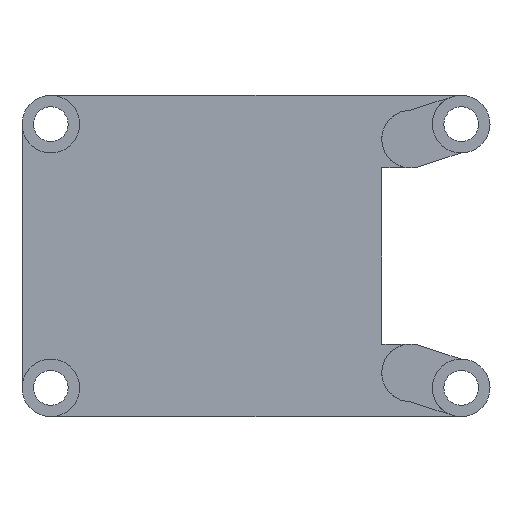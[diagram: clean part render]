
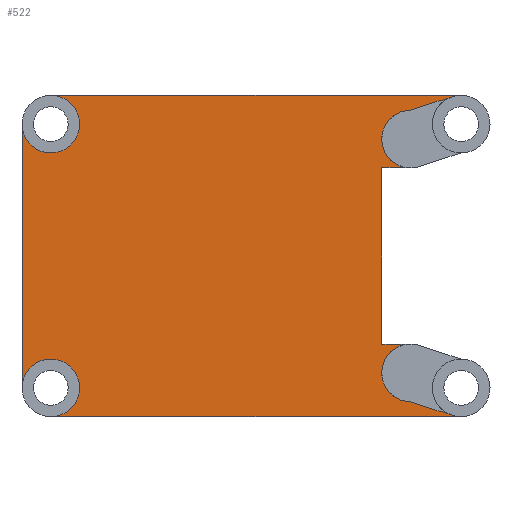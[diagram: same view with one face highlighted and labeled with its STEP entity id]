
A CAD part, front view. The second image highlights one B-rep face of the part: STEP entity #522.
In plain terms, the highlighted planar face has unit normal (0, -1, 0).
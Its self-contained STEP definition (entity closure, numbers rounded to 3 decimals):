
#44=FACE_OUTER_BOUND('',#76,.T.);
#76=EDGE_LOOP('',(#410,#411,#412,#413,#414,#415,#416,#417,#418,#419,#420,
#421,#422,#423));
#109=CIRCLE('',#568,2.5);
#114=CIRCLE('',#575,2.5);
#115=CIRCLE('',#578,2.5);
#120=CIRCLE('',#585,2.5);
#122=CIRCLE('',#589,2.5);
#123=CIRCLE('',#590,1318281.097);
#124=CIRCLE('',#591,2.5);
#142=LINE('',#837,#186);
#146=LINE('',#848,#190);
#150=LINE('',#859,#194);
#154=LINE('',#878,#198);
#155=LINE('',#884,#199);
#156=LINE('',#886,#200);
#157=LINE('',#889,#201);
#186=VECTOR('',#665,10.);
#190=VECTOR('',#677,10.);
#194=VECTOR('',#689,10.);
#198=VECTOR('',#709,10.);
#199=VECTOR('',#714,10.);
#200=VECTOR('',#715,10.);
#201=VECTOR('',#718,10.);
#236=VERTEX_POINT('',#820);
#237=VERTEX_POINT('',#822);
#242=VERTEX_POINT('',#835);
#243=VERTEX_POINT('',#839);
#245=VERTEX_POINT('',#846);
#246=VERTEX_POINT('',#850);
#248=VERTEX_POINT('',#857);
#253=VERTEX_POINT('',#870);
#255=VERTEX_POINT('',#877);
#256=VERTEX_POINT('',#879);
#257=VERTEX_POINT('',#881);
#258=VERTEX_POINT('',#883);
#259=VERTEX_POINT('',#885);
#260=VERTEX_POINT('',#887);
#287=EDGE_CURVE('',#237,#236,#109,.T.);
#295=EDGE_CURVE('',#236,#242,#142,.T.);
#299=EDGE_CURVE('',#243,#242,#114,.T.);
#301=EDGE_CURVE('',#245,#243,#146,.T.);
#303=EDGE_CURVE('',#246,#245,#115,.T.);
#307=EDGE_CURVE('',#248,#246,#150,.T.);
#314=EDGE_CURVE('',#248,#253,#120,.T.);
#316=EDGE_CURVE('',#253,#255,#154,.T.);
#317=EDGE_CURVE('',#255,#256,#122,.T.);
#318=EDGE_CURVE('',#256,#257,#123,.T.);
#319=EDGE_CURVE('',#257,#258,#155,.T.);
#320=EDGE_CURVE('',#258,#259,#156,.T.);
#321=EDGE_CURVE('',#259,#260,#124,.T.);
#322=EDGE_CURVE('',#260,#237,#157,.T.);
#410=ORIENTED_EDGE('',*,*,#314,.T.);
#411=ORIENTED_EDGE('',*,*,#316,.T.);
#412=ORIENTED_EDGE('',*,*,#317,.T.);
#413=ORIENTED_EDGE('',*,*,#318,.T.);
#414=ORIENTED_EDGE('',*,*,#319,.T.);
#415=ORIENTED_EDGE('',*,*,#320,.T.);
#416=ORIENTED_EDGE('',*,*,#321,.T.);
#417=ORIENTED_EDGE('',*,*,#322,.T.);
#418=ORIENTED_EDGE('',*,*,#287,.T.);
#419=ORIENTED_EDGE('',*,*,#295,.T.);
#420=ORIENTED_EDGE('',*,*,#299,.F.);
#421=ORIENTED_EDGE('',*,*,#301,.F.);
#422=ORIENTED_EDGE('',*,*,#303,.F.);
#423=ORIENTED_EDGE('',*,*,#307,.F.);
#501=PLANE('',#588);
#522=ADVANCED_FACE('',(#44),#501,.F.);
#568=AXIS2_PLACEMENT_3D('',#823,#651,#652);
#575=AXIS2_PLACEMENT_3D('',#844,#672,#673);
#578=AXIS2_PLACEMENT_3D('',#852,#681,#682);
#585=AXIS2_PLACEMENT_3D('',#872,#701,#702);
#588=AXIS2_PLACEMENT_3D('',#876,#707,#708);
#589=AXIS2_PLACEMENT_3D('',#880,#710,#711);
#590=AXIS2_PLACEMENT_3D('',#882,#712,#713);
#591=AXIS2_PLACEMENT_3D('',#888,#716,#717);
#651=DIRECTION('center_axis',(0.,1.,0.));
#652=DIRECTION('ref_axis',(1.,0.,0.));
#665=DIRECTION('',(-1.,0.,0.));
#672=DIRECTION('center_axis',(0.,-1.,0.));
#673=DIRECTION('ref_axis',(1.,0.,0.));
#677=DIRECTION('',(0.,0.,1.));
#681=DIRECTION('center_axis',(0.,-1.,0.));
#682=DIRECTION('ref_axis',(1.,0.,0.));
#689=DIRECTION('',(-1.,0.,0.));
#701=DIRECTION('center_axis',(0.,1.,0.));
#702=DIRECTION('ref_axis',(1.,0.,0.));
#707=DIRECTION('center_axis',(0.,1.,0.));
#708=DIRECTION('ref_axis',(1.,0.,0.));
#709=DIRECTION('',(-0.951,0.,0.31));
#710=DIRECTION('center_axis',(0.,1.,0.));
#711=DIRECTION('ref_axis',(1.,0.,0.));
#712=DIRECTION('center_axis',(0.,-1.,0.));
#713=DIRECTION('ref_axis',(0.,0.,1.));
#714=DIRECTION('',(0.,0.,1.));
#715=DIRECTION('',(1.,0.,0.));
#716=DIRECTION('center_axis',(0.,1.,0.));
#717=DIRECTION('ref_axis',(1.,0.,0.));
#718=DIRECTION('',(0.951,0.,0.31));
#820=CARTESIAN_POINT('',(17.78,15.5,13.93));
#822=CARTESIAN_POINT('',(17.004,15.5,13.807));
#823=CARTESIAN_POINT('Origin',(17.78,15.5,11.43));
#835=CARTESIAN_POINT('',(-17.78,15.5,13.93));
#837=CARTESIAN_POINT('',(17.78,15.5,13.93));
#839=CARTESIAN_POINT('',(-20.28,15.5,11.43));
#844=CARTESIAN_POINT('Origin',(-17.78,15.5,11.43));
#846=CARTESIAN_POINT('',(-20.28,15.5,-11.43));
#848=CARTESIAN_POINT('',(-20.28,15.5,-5.715));
#850=CARTESIAN_POINT('',(-17.78,15.5,-13.93));
#852=CARTESIAN_POINT('Origin',(-17.78,15.5,-11.43));
#857=CARTESIAN_POINT('',(17.78,15.5,-13.93));
#859=CARTESIAN_POINT('',(3.83,15.5,-13.93));
#870=CARTESIAN_POINT('',(17.004,15.5,-13.807));
#872=CARTESIAN_POINT('Origin',(17.78,15.5,-11.43));
#876=CARTESIAN_POINT('Origin',(7.66,15.5,0.));
#877=CARTESIAN_POINT('',(13.4,15.5,-12.63));
#878=CARTESIAN_POINT('',(8.943,15.5,-11.175));
#879=CARTESIAN_POINT('',(13.4,15.5,-7.63));
#880=CARTESIAN_POINT('Origin',(13.4,15.5,-10.13));
#881=CARTESIAN_POINT('',(10.9,15.5,-7.63));
#882=CARTESIAN_POINT('Origin',(12.15,15.5,-1318288.727));
#883=CARTESIAN_POINT('',(10.9,15.5,7.63));
#884=CARTESIAN_POINT('',(10.9,15.5,-7.63));
#885=CARTESIAN_POINT('',(13.4,15.5,7.63));
#886=CARTESIAN_POINT('',(10.9,15.5,7.63));
#887=CARTESIAN_POINT('',(13.4,15.5,12.63));
#888=CARTESIAN_POINT('Origin',(13.4,15.5,10.13));
#889=CARTESIAN_POINT('',(10.746,15.5,11.763));
